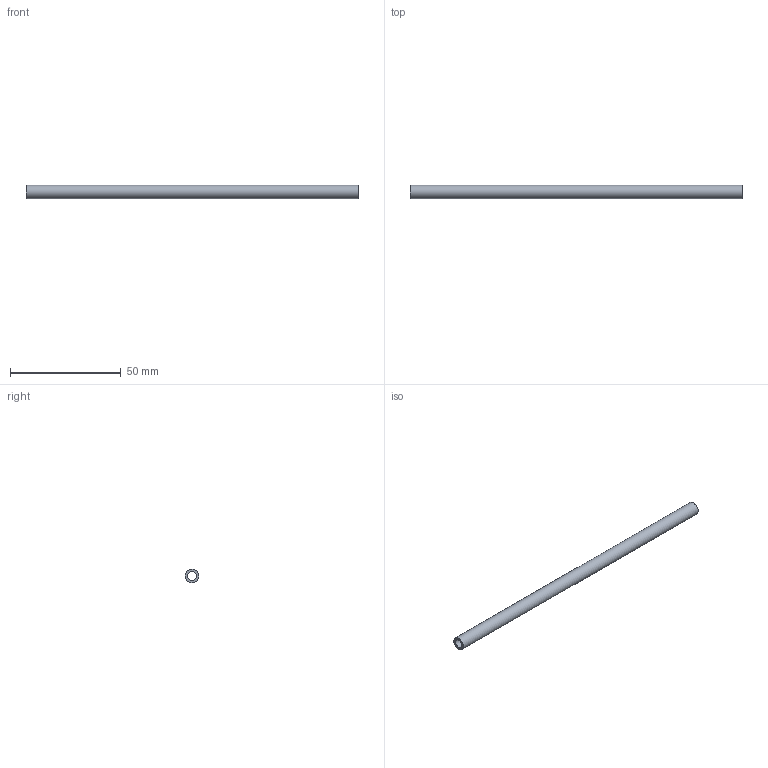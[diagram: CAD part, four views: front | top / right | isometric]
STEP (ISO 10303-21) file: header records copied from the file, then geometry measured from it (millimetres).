
FILE_DESCRIPTION( ( 'STEP AP203' ), '1' );
FILE_NAME( 'FLEXAspiral PA 12 0241.102.020.stp', '2020-03-09T10:52:04', ( '' ), ( '' ), ' ', 'PARTsolutions', ' ' );
FILE_SCHEMA( ( 'CONFIG_CONTROL_DESIGN' ) );
Length unit declared in the file: millimetre
Products named in the file (1): _FLEXAspiral PA 12 0241.102.020
Bounding box: 150 x 6 x 6 mm (x, y, z)
Volume: 2356.2 mm3; surface area: 4743.8 mm2
Topology: 1 solids, 1 shells, 4 faces, 6 edges, 4 vertices
Faces by surface type: plane 2, cylinder 2
Full cylindrical faces by diameter (mm): 4 x1, 6 x1
Entity records: 132 total; most frequent: DIRECTION 18, CARTESIAN_POINT 13, AXIS2_PLACEMENT_3D 9, EDGE_LOOP 8, ORIENTED_EDGE 8, FACE_OUTER_BOUND 6, CC_DESIGN_PERSON_AND_ORGANIZATION_ASSIGNMENT 5, PERSON_AND_ORGANIZATION_ROLE 4
